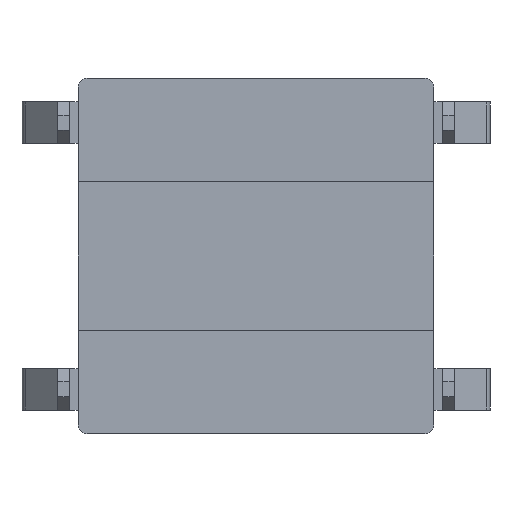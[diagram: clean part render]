
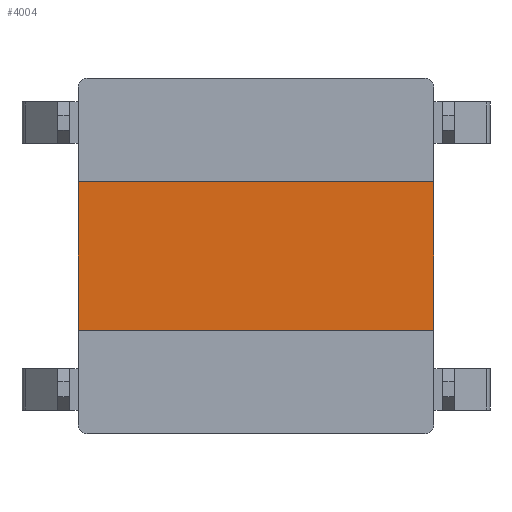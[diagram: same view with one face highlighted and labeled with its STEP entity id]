
A CAD part, front view. The second image highlights one B-rep face of the part: STEP entity #4004.
In plain terms, the highlighted planar face has unit normal (0, -1, 0).
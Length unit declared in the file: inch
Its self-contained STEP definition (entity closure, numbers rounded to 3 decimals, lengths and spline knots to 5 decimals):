
#266 = PLANE ( 'NONE',  #1580 ) ;
#527 = LINE ( 'NONE', #1867, #1228 ) ;
#692 = LINE ( 'NONE', #4055, #1639 ) ;
#703 = EDGE_CURVE ( 'NONE', #2869, #1774, #4078, .T. ) ;
#944 = CARTESIAN_POINT ( 'NONE',  ( -0.11811, 0.00394, -0.11811 ) ) ;
#994 = EDGE_LOOP ( 'NONE', ( #3005, #3096, #2413, #1889 ) ) ;
#1216 = CARTESIAN_POINT ( 'NONE',  ( -0.11811, 0.00394, -0.04921 ) ) ;
#1228 = VECTOR ( 'NONE', #1908, 39.37008 ) ;
#1233 = VECTOR ( 'NONE', #4102, 39.37008 ) ;
#1279 = DIRECTION ( 'NONE',  ( 0., 1., 0. ) ) ;
#1321 = DIRECTION ( 'NONE',  ( 1., 0., 0. ) ) ;
#1351 = VERTEX_POINT ( 'NONE', #2028 ) ;
#1580 = AXIS2_PLACEMENT_3D ( 'NONE', #4329, #1279, #1321 ) ;
#1639 = VECTOR ( 'NONE', #3697, 39.37008 ) ;
#1774 = VERTEX_POINT ( 'NONE', #4222 ) ;
#1867 = CARTESIAN_POINT ( 'NONE',  ( 0.11811, 0.00394, 0.04921 ) ) ;
#1889 = ORIENTED_EDGE ( 'NONE', *, *, #3208, .F. ) ;
#1908 = DIRECTION ( 'NONE',  ( 0., 0., 1. ) ) ;
#1909 = FACE_OUTER_BOUND ( 'NONE', #994, .T. ) ;
#2028 = CARTESIAN_POINT ( 'NONE',  ( -0.11811, 0.00394, 0.04921 ) ) ;
#2413 = ORIENTED_EDGE ( 'NONE', *, *, #2493, .F. ) ;
#2493 = EDGE_CURVE ( 'NONE', #1351, #3239, #692, .T. ) ;
#2869 = VERTEX_POINT ( 'NONE', #1216 ) ;
#3005 = ORIENTED_EDGE ( 'NONE', *, *, #703, .T. ) ;
#3096 = ORIENTED_EDGE ( 'NONE', *, *, #3248, .T. ) ;
#3208 = EDGE_CURVE ( 'NONE', #2869, #1351, #3294, .T. ) ;
#3239 = VERTEX_POINT ( 'NONE', #3540 ) ;
#3248 = EDGE_CURVE ( 'NONE', #1774, #3239, #527, .T. ) ;
#3294 = LINE ( 'NONE', #944, #4310 ) ;
#3426 = CARTESIAN_POINT ( 'NONE',  ( -0.15551, 0.00394, -0.04921 ) ) ;
#3540 = CARTESIAN_POINT ( 'NONE',  ( 0.11811, 0.00394, 0.04921 ) ) ;
#3697 = DIRECTION ( 'NONE',  ( 1., 0., 0. ) ) ;
#3862 = DIRECTION ( 'NONE',  ( 0., 0., 1. ) ) ;
#4004 = ADVANCED_FACE ( 'NONE', ( #1909 ), #266, .F. ) ;
#4055 = CARTESIAN_POINT ( 'NONE',  ( -0.15551, 0.00394, 0.04921 ) ) ;
#4078 = LINE ( 'NONE', #3426, #1233 ) ;
#4102 = DIRECTION ( 'NONE',  ( 1., 0., 0. ) ) ;
#4222 = CARTESIAN_POINT ( 'NONE',  ( 0.11811, 0.00394, -0.04921 ) ) ;
#4310 = VECTOR ( 'NONE', #3862, 39.37008 ) ;
#4329 = CARTESIAN_POINT ( 'NONE',  ( -0.15551, 0.00394, 0.04921 ) ) ;
